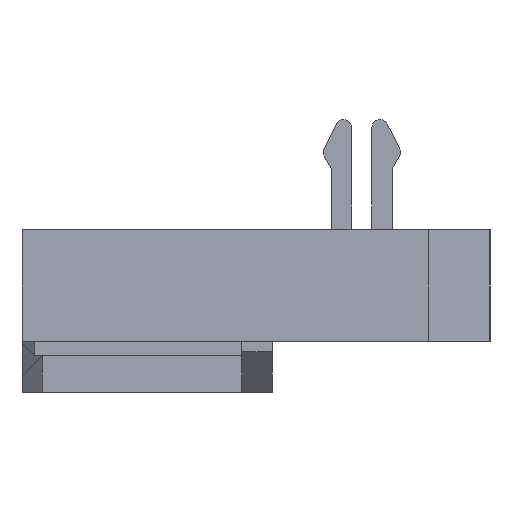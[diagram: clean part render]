
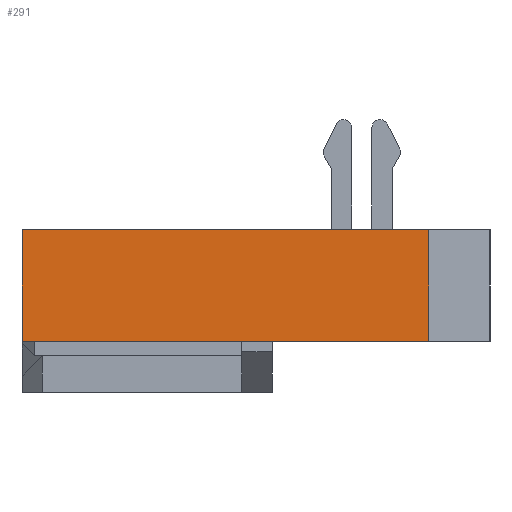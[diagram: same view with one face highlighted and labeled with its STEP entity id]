
A CAD part, left-side view. The second image highlights one B-rep face of the part: STEP entity #291.
In plain terms, the highlighted planar face has unit normal (-1, 0, 0).
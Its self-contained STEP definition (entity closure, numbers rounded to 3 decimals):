
#291=ADVANCED_FACE('',(#1309),#1310,.T.);
#1309=FACE_OUTER_BOUND('',#2867,.T.);
#1310=PLANE('',#2868);
#2867=EDGE_LOOP('',(#6117,#6118,#6119,#6120));
#2868=AXIS2_PLACEMENT_3D('',#6121,#6122,#6123);
#6117=ORIENTED_EDGE('',*,*,#12030,.T.);
#6118=ORIENTED_EDGE('',*,*,#12033,.T.);
#6119=ORIENTED_EDGE('',*,*,#12034,.F.);
#6120=ORIENTED_EDGE('',*,*,#12035,.T.);
#6121=CARTESIAN_POINT('',(-8.735,0.0,-2.0));
#6122=DIRECTION('',(-1.0,0.0,0.0));
#6123=DIRECTION('',(0.0,0.0,1.0));
#12030=EDGE_CURVE('',#15212,#15210,#15213,.T.);
#12033=EDGE_CURVE('',#15210,#15217,#15218,.T.);
#12034=EDGE_CURVE('',#15219,#15217,#15220,.T.);
#12035=EDGE_CURVE('',#15219,#15212,#15221,.T.);
#15210=VERTEX_POINT('',#20074);
#15212=VERTEX_POINT('',#20077);
#15213=LINE('',#20078,#20079);
#15217=VERTEX_POINT('',#20085);
#15218=LINE('',#20086,#20087);
#15219=VERTEX_POINT('',#20088);
#15220=LINE('',#20089,#20090);
#15221=LINE('',#20091,#20092);
#20074=CARTESIAN_POINT('',(-8.735,1.5,2.0));
#20077=CARTESIAN_POINT('',(-8.735,1.5,-0.75));
#20078=CARTESIAN_POINT('',(-8.735,1.5,-0.75));
#20079=VECTOR('',#24404,25.4);
#20085=CARTESIAN_POINT('',(-8.735,11.5,2.0));
#20086=CARTESIAN_POINT('',(-8.735,1.5,2.0));
#20087=VECTOR('',#24407,25.4);
#20088=CARTESIAN_POINT('',(-8.735,11.5,-0.75));
#20089=CARTESIAN_POINT('',(-8.735,11.5,-0.75));
#20090=VECTOR('',#24408,25.4);
#20091=CARTESIAN_POINT('',(-8.735,11.5,-0.75));
#20092=VECTOR('',#24409,25.4);
#24404=DIRECTION('',(0.0,0.0,1.0));
#24407=DIRECTION('',(0.0,1.0,0.0));
#24408=DIRECTION('',(0.0,0.0,1.0));
#24409=DIRECTION('',(0.0,-1.0,0.0));
